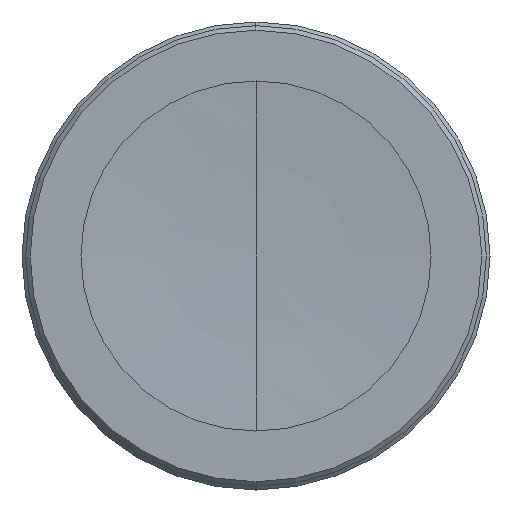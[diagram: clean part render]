
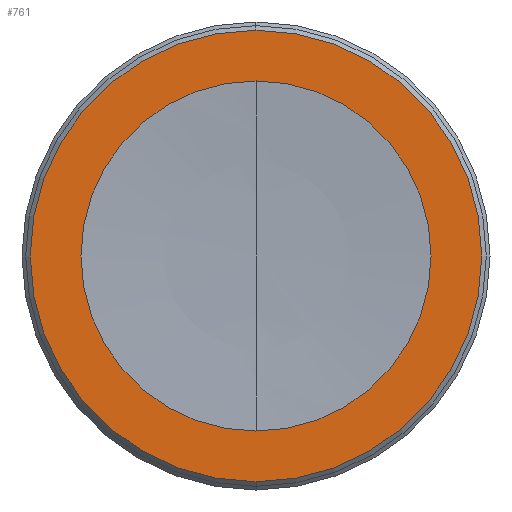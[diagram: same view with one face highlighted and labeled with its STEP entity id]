
A CAD part, front view. The second image highlights one B-rep face of the part: STEP entity #761.
In plain terms, the highlighted planar face has unit normal (0, -1, 0).
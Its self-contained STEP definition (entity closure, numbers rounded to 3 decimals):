
#91 = CARTESIAN_POINT ( 'NONE',  ( -8.905, -20.919, 26.65 ) ) ;
#186 = FACE_OUTER_BOUND ( 'NONE', #1330, .T. ) ;
#205 = ORIENTED_EDGE ( 'NONE', *, *, #1476, .F. ) ;
#207 = AXIS2_PLACEMENT_3D ( 'NONE', #583, #316, #687 ) ;
#232 = ORIENTED_EDGE ( 'NONE', *, *, #440, .T. ) ;
#280 = CARTESIAN_POINT ( 'NONE',  ( -8.905, -20.919, 26.65 ) ) ;
#304 = DIRECTION ( 'NONE',  ( 0., -1., 0. ) ) ;
#316 = DIRECTION ( 'NONE',  ( 0., -1., 0. ) ) ;
#339 = AXIS2_PLACEMENT_3D ( 'NONE', #846, #304, #1398 ) ;
#370 = CARTESIAN_POINT ( 'NONE',  ( -8.905, -20.919, 7.65 ) ) ;
#383 = CARTESIAN_POINT ( 'NONE',  ( -8.905, -20.919, 51.15 ) ) ;
#403 = ORIENTED_EDGE ( 'NONE', *, *, #1046, .F. ) ;
#440 = EDGE_CURVE ( 'NONE', #1103, #1364, #1721, .T. ) ;
#454 = AXIS2_PLACEMENT_3D ( 'NONE', #280, #654, #1059 ) ;
#473 = CIRCLE ( 'NONE', #1536, 19. ) ;
#583 = CARTESIAN_POINT ( 'NONE',  ( -8.905, -20.919, 26.65 ) ) ;
#654 = DIRECTION ( 'NONE',  ( 0., -1., 0. ) ) ;
#687 = DIRECTION ( 'NONE',  ( 0., 0., -1. ) ) ;
#691 = DIRECTION ( 'NONE',  ( 0., -1., 0. ) ) ;
#739 = CARTESIAN_POINT ( 'NONE',  ( -8.905, -20.919, 2.15 ) ) ;
#761 = ADVANCED_FACE ( 'NONE', ( #186, #1141 ), #1638, .T. ) ;
#795 = VERTEX_POINT ( 'NONE', #1683 ) ;
#846 = CARTESIAN_POINT ( 'NONE',  ( 10.095, -20.919, 26.65 ) ) ;
#847 = EDGE_LOOP ( 'NONE', ( #205, #403 ) ) ;
#897 = DIRECTION ( 'NONE',  ( 0., -1., 0. ) ) ;
#925 = VERTEX_POINT ( 'NONE', #370 ) ;
#930 = CARTESIAN_POINT ( 'NONE',  ( -8.905, -20.919, 26.65 ) ) ;
#1020 = CIRCLE ( 'NONE', #454, 24.5 ) ;
#1046 = EDGE_CURVE ( 'NONE', #795, #925, #473, .T. ) ;
#1059 = DIRECTION ( 'NONE',  ( 0., 0., -1. ) ) ;
#1103 = VERTEX_POINT ( 'NONE', #739 ) ;
#1121 = ORIENTED_EDGE ( 'NONE', *, *, #1402, .T. ) ;
#1141 = FACE_BOUND ( 'NONE', #847, .T. ) ;
#1330 = EDGE_LOOP ( 'NONE', ( #1121, #232 ) ) ;
#1335 = DIRECTION ( 'NONE',  ( 0., 0., -1. ) ) ;
#1364 = VERTEX_POINT ( 'NONE', #383 ) ;
#1398 = DIRECTION ( 'NONE',  ( 0., 0., -1. ) ) ;
#1402 = EDGE_CURVE ( 'NONE', #1364, #1103, #1020, .T. ) ;
#1458 = CIRCLE ( 'NONE', #1595, 19. ) ;
#1476 = EDGE_CURVE ( 'NONE', #925, #795, #1458, .T. ) ;
#1536 = AXIS2_PLACEMENT_3D ( 'NONE', #930, #691, #1335 ) ;
#1568 = DIRECTION ( 'NONE',  ( 0., 0., -1. ) ) ;
#1595 = AXIS2_PLACEMENT_3D ( 'NONE', #91, #897, #1568 ) ;
#1638 = PLANE ( 'NONE',  #339 ) ;
#1683 = CARTESIAN_POINT ( 'NONE',  ( -8.905, -20.919, 45.65 ) ) ;
#1721 = CIRCLE ( 'NONE', #207, 24.5 ) ;
